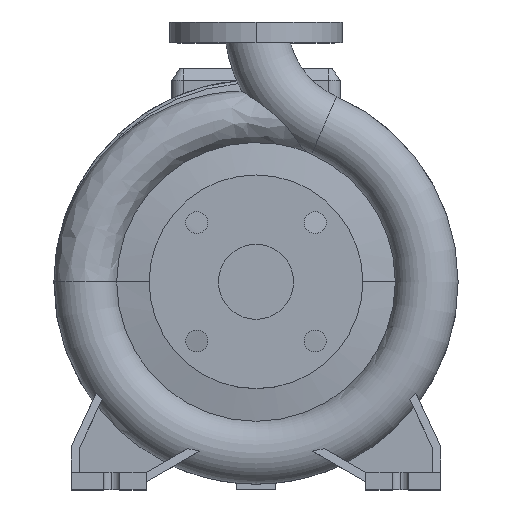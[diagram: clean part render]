
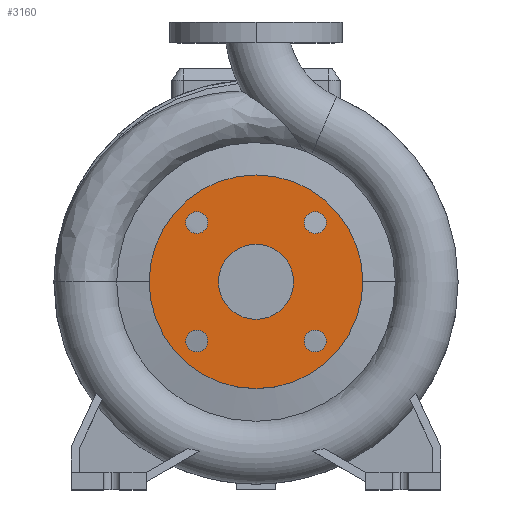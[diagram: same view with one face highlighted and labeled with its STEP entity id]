
A CAD part, top view. The second image highlights one B-rep face of the part: STEP entity #3160.
In plain terms, the highlighted planar face has unit normal (0, 0, 1).
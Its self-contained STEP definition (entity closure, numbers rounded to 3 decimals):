
#48 = CARTESIAN_POINT ( 'NONE',  ( -51.265, 51.265, 100. ) ) ;
#110 = VERTEX_POINT ( 'NONE', #1768 ) ;
#385 = VERTEX_POINT ( 'NONE', #13535 ) ;
#398 = CARTESIAN_POINT ( 'NONE',  ( 0., 0., 100. ) ) ;
#561 = VERTEX_POINT ( 'NONE', #6012 ) ;
#622 = CIRCLE ( 'NONE', #5980, 9.5 ) ;
#831 = CIRCLE ( 'NONE', #5938, 9.5 ) ;
#852 = CIRCLE ( 'NONE', #2254, 9.5 ) ;
#924 = FACE_BOUND ( 'NONE', #9516, .T. ) ;
#1044 = EDGE_LOOP ( 'NONE', ( #1133, #4661 ) ) ;
#1133 = ORIENTED_EDGE ( 'NONE', *, *, #6103, .F. ) ;
#1209 = VERTEX_POINT ( 'NONE', #5554 ) ;
#1334 = CARTESIAN_POINT ( 'NONE',  ( 51.265, 51.265, 100. ) ) ;
#1591 = CIRCLE ( 'NONE', #14163, 9.5 ) ;
#1691 = ORIENTED_EDGE ( 'NONE', *, *, #5263, .F. ) ;
#1768 = CARTESIAN_POINT ( 'NONE',  ( 92.5, 0., 100. ) ) ;
#1868 = AXIS2_PLACEMENT_3D ( 'NONE', #3192, #6111, #8712 ) ;
#2018 = DIRECTION ( 'NONE',  ( 0., 0., 1. ) ) ;
#2254 = AXIS2_PLACEMENT_3D ( 'NONE', #1334, #10229, #8029 ) ;
#2389 = DIRECTION ( 'NONE',  ( 1., 0., 0. ) ) ;
#2561 = CARTESIAN_POINT ( 'NONE',  ( -92.5, 0., 100. ) ) ;
#2725 = DIRECTION ( 'NONE',  ( 1., 0., 0. ) ) ;
#3007 = ORIENTED_EDGE ( 'NONE', *, *, #9493, .T. ) ;
#3018 = ORIENTED_EDGE ( 'NONE', *, *, #3618, .F. ) ;
#3055 = VERTEX_POINT ( 'NONE', #3736 ) ;
#3160 = ADVANCED_FACE ( 'NONE', ( #13914, #9884, #14332, #13094, #924, #7267 ), #6174, .F. ) ;
#3192 = CARTESIAN_POINT ( 'NONE',  ( 0., 92.5, 100. ) ) ;
#3413 = CIRCLE ( 'NONE', #14342, 9.5 ) ;
#3618 = EDGE_CURVE ( 'NONE', #3055, #4222, #11313, .T. ) ;
#3649 = CARTESIAN_POINT ( 'NONE',  ( -51.265, 51.265, 100. ) ) ;
#3724 = CIRCLE ( 'NONE', #5567, 32.5 ) ;
#3736 = CARTESIAN_POINT ( 'NONE',  ( 41.765, -51.265, 100. ) ) ;
#3878 = EDGE_CURVE ( 'NONE', #110, #14198, #6858, .T. ) ;
#3895 = CARTESIAN_POINT ( 'NONE',  ( -51.265, -51.265, 100. ) ) ;
#4094 = EDGE_CURVE ( 'NONE', #12553, #385, #831, .T. ) ;
#4208 = AXIS2_PLACEMENT_3D ( 'NONE', #5313, #14287, #7631 ) ;
#4222 = VERTEX_POINT ( 'NONE', #9924 ) ;
#4348 = CARTESIAN_POINT ( 'NONE',  ( -41.765, -51.265, 100. ) ) ;
#4629 = CIRCLE ( 'NONE', #9747, 92.5 ) ;
#4661 = ORIENTED_EDGE ( 'NONE', *, *, #10425, .F. ) ;
#4759 = DIRECTION ( 'NONE',  ( 0., 0., 1. ) ) ;
#4777 = EDGE_LOOP ( 'NONE', ( #9765, #3007 ) ) ;
#4779 = EDGE_CURVE ( 'NONE', #4222, #3055, #3413, .T. ) ;
#4896 = EDGE_LOOP ( 'NONE', ( #10097, #1691 ) ) ;
#4964 = ORIENTED_EDGE ( 'NONE', *, *, #9098, .F. ) ;
#4998 = VERTEX_POINT ( 'NONE', #13226 ) ;
#5044 = DIRECTION ( 'NONE',  ( 0., 0., 1. ) ) ;
#5263 = EDGE_CURVE ( 'NONE', #561, #4998, #852, .T. ) ;
#5290 = DIRECTION ( 'NONE',  ( 1., 0., 0. ) ) ;
#5313 = CARTESIAN_POINT ( 'NONE',  ( 0., 0., 100. ) ) ;
#5426 = DIRECTION ( 'NONE',  ( 1., 0., 0. ) ) ;
#5436 = ORIENTED_EDGE ( 'NONE', *, *, #4094, .F. ) ;
#5554 = CARTESIAN_POINT ( 'NONE',  ( -32.5, 0., 100. ) ) ;
#5567 = AXIS2_PLACEMENT_3D ( 'NONE', #398, #9300, #12648 ) ;
#5632 = CARTESIAN_POINT ( 'NONE',  ( 0., 0., 100. ) ) ;
#5821 = DIRECTION ( 'NONE',  ( 0., 0., 1. ) ) ;
#5938 = AXIS2_PLACEMENT_3D ( 'NONE', #3895, #5044, #2725 ) ;
#5980 = AXIS2_PLACEMENT_3D ( 'NONE', #3649, #5821, #9164 ) ;
#6012 = CARTESIAN_POINT ( 'NONE',  ( 41.765, 51.265, 100. ) ) ;
#6103 = EDGE_CURVE ( 'NONE', #10360, #6871, #622, .T. ) ;
#6111 = DIRECTION ( 'NONE',  ( 0., 0., -1. ) ) ;
#6174 = PLANE ( 'NONE',  #1868 ) ;
#6470 = CARTESIAN_POINT ( 'NONE',  ( -51.265, -51.265, 100. ) ) ;
#6595 = ORIENTED_EDGE ( 'NONE', *, *, #10149, .F. ) ;
#6858 = CIRCLE ( 'NONE', #9421, 92.5 ) ;
#6871 = VERTEX_POINT ( 'NONE', #13352 ) ;
#7267 = FACE_BOUND ( 'NONE', #10021, .T. ) ;
#7378 = EDGE_CURVE ( 'NONE', #4998, #561, #1591, .T. ) ;
#7631 = DIRECTION ( 'NONE',  ( 1., 0., 0. ) ) ;
#7726 = CARTESIAN_POINT ( 'NONE',  ( 0., 0., 100. ) ) ;
#8029 = DIRECTION ( 'NONE',  ( 1., 0., 0. ) ) ;
#8125 = AXIS2_PLACEMENT_3D ( 'NONE', #48, #12292, #8942 ) ;
#8169 = CARTESIAN_POINT ( 'NONE',  ( 51.265, -51.265, 100. ) ) ;
#8608 = VERTEX_POINT ( 'NONE', #10432 ) ;
#8662 = CARTESIAN_POINT ( 'NONE',  ( -41.765, 51.265, 100. ) ) ;
#8712 = DIRECTION ( 'NONE',  ( -1., 0., 0. ) ) ;
#8857 = CARTESIAN_POINT ( 'NONE',  ( 51.265, 51.265, 100. ) ) ;
#8942 = DIRECTION ( 'NONE',  ( 1., 0., 0. ) ) ;
#9021 = EDGE_CURVE ( 'NONE', #385, #12553, #10427, .T. ) ;
#9026 = CIRCLE ( 'NONE', #4208, 32.5 ) ;
#9055 = EDGE_LOOP ( 'NONE', ( #6595, #4964 ) ) ;
#9098 = EDGE_CURVE ( 'NONE', #1209, #8608, #9026, .T. ) ;
#9164 = DIRECTION ( 'NONE',  ( 1., 0., 0. ) ) ;
#9300 = DIRECTION ( 'NONE',  ( 0., 0., 1. ) ) ;
#9421 = AXIS2_PLACEMENT_3D ( 'NONE', #7726, #9990, #12175 ) ;
#9480 = ORIENTED_EDGE ( 'NONE', *, *, #9021, .F. ) ;
#9493 = EDGE_CURVE ( 'NONE', #14198, #110, #4629, .T. ) ;
#9516 = EDGE_LOOP ( 'NONE', ( #5436, #9480 ) ) ;
#9625 = ORIENTED_EDGE ( 'NONE', *, *, #4779, .F. ) ;
#9747 = AXIS2_PLACEMENT_3D ( 'NONE', #5632, #10081, #5426 ) ;
#9765 = ORIENTED_EDGE ( 'NONE', *, *, #3878, .T. ) ;
#9884 = FACE_BOUND ( 'NONE', #9055, .T. ) ;
#9924 = CARTESIAN_POINT ( 'NONE',  ( 60.765, -51.265, 100. ) ) ;
#9990 = DIRECTION ( 'NONE',  ( 0., 0., 1. ) ) ;
#10021 = EDGE_LOOP ( 'NONE', ( #9625, #3018 ) ) ;
#10081 = DIRECTION ( 'NONE',  ( 0., 0., 1. ) ) ;
#10097 = ORIENTED_EDGE ( 'NONE', *, *, #7378, .F. ) ;
#10098 = DIRECTION ( 'NONE',  ( 0., 0., 1. ) ) ;
#10149 = EDGE_CURVE ( 'NONE', #8608, #1209, #3724, .T. ) ;
#10229 = DIRECTION ( 'NONE',  ( 0., 0., 1. ) ) ;
#10360 = VERTEX_POINT ( 'NONE', #8662 ) ;
#10425 = EDGE_CURVE ( 'NONE', #6871, #10360, #10935, .T. ) ;
#10427 = CIRCLE ( 'NONE', #11860, 9.5 ) ;
#10432 = CARTESIAN_POINT ( 'NONE',  ( 32.5, 0., 100. ) ) ;
#10935 = CIRCLE ( 'NONE', #8125, 9.5 ) ;
#11313 = CIRCLE ( 'NONE', #13413, 9.5 ) ;
#11480 = CARTESIAN_POINT ( 'NONE',  ( 51.265, -51.265, 100. ) ) ;
#11518 = DIRECTION ( 'NONE',  ( 1., 0., 0. ) ) ;
#11860 = AXIS2_PLACEMENT_3D ( 'NONE', #6470, #10098, #13180 ) ;
#12175 = DIRECTION ( 'NONE',  ( 1., 0., 0. ) ) ;
#12292 = DIRECTION ( 'NONE',  ( 0., 0., 1. ) ) ;
#12553 = VERTEX_POINT ( 'NONE', #4348 ) ;
#12648 = DIRECTION ( 'NONE',  ( 1., 0., 0. ) ) ;
#13094 = FACE_BOUND ( 'NONE', #4896, .T. ) ;
#13180 = DIRECTION ( 'NONE',  ( 1., 0., 0. ) ) ;
#13226 = CARTESIAN_POINT ( 'NONE',  ( 60.765, 51.265, 100. ) ) ;
#13352 = CARTESIAN_POINT ( 'NONE',  ( -60.765, 51.265, 100. ) ) ;
#13413 = AXIS2_PLACEMENT_3D ( 'NONE', #8169, #4759, #11518 ) ;
#13456 = DIRECTION ( 'NONE',  ( 0., 0., 1. ) ) ;
#13535 = CARTESIAN_POINT ( 'NONE',  ( -60.765, -51.265, 100. ) ) ;
#13914 = FACE_BOUND ( 'NONE', #1044, .T. ) ;
#14163 = AXIS2_PLACEMENT_3D ( 'NONE', #8857, #2018, #5290 ) ;
#14198 = VERTEX_POINT ( 'NONE', #2561 ) ;
#14287 = DIRECTION ( 'NONE',  ( 0., 0., 1. ) ) ;
#14332 = FACE_OUTER_BOUND ( 'NONE', #4777, .T. ) ;
#14342 = AXIS2_PLACEMENT_3D ( 'NONE', #11480, #13456, #2389 ) ;
